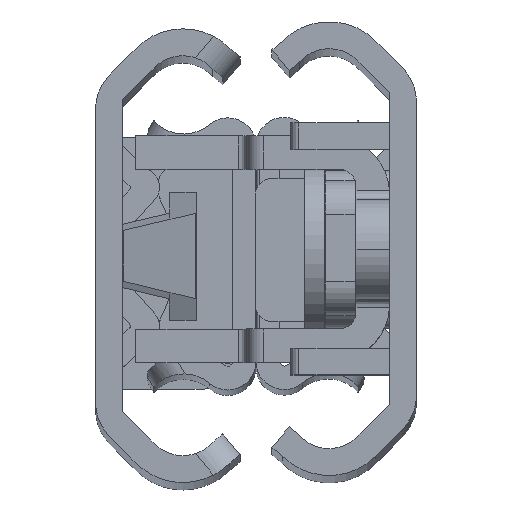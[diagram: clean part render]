
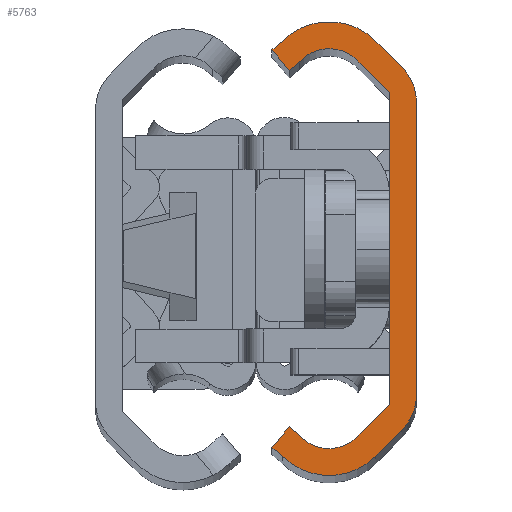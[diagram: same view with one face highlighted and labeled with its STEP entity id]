
A CAD part, top view. The second image highlights one B-rep face of the part: STEP entity #5763.
In plain terms, the highlighted planar face has unit normal (0, 0, 1).
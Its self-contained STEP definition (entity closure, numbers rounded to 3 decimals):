
#12 = CARTESIAN_POINT ( 'NONE',  ( 7.572, -10.605, 0. ) ) ;
#43 = VERTEX_POINT ( 'NONE', #3144 ) ;
#148 = EDGE_CURVE ( 'NONE', #2204, #4289, #12390, .T. ) ;
#229 = CARTESIAN_POINT ( 'NONE',  ( 2.414, 12.346, 0. ) ) ;
#250 = VERTEX_POINT ( 'NONE', #4357 ) ;
#309 = EDGE_CURVE ( 'NONE', #250, #1380, #12709, .T. ) ;
#374 = VECTOR ( 'NONE', #9245, 1000. ) ;
#484 = ORIENTED_EDGE ( 'NONE', *, *, #7769, .T. ) ;
#500 = CARTESIAN_POINT ( 'NONE',  ( 8.6, -11.831, 0. ) ) ;
#643 = CARTESIAN_POINT ( 'NONE',  ( 8.6, 11.831, 0. ) ) ;
#742 = VERTEX_POINT ( 'NONE', #4045 ) ;
#747 = CIRCLE ( 'NONE', #2399, 3.94 ) ;
#933 = CARTESIAN_POINT ( 'NONE',  ( 8.6, -11.831, 0. ) ) ;
#984 = CARTESIAN_POINT ( 'NONE',  ( 3., 8.689, 0. ) ) ;
#1057 = CARTESIAN_POINT ( 'NONE',  ( 8.6, 11.831, 0. ) ) ;
#1094 = DIRECTION ( 'NONE',  ( 0.643, 0.766, 0. ) ) ;
#1128 = DIRECTION ( 'NONE',  ( 0.707, -0.707, 0. ) ) ;
#1240 = DIRECTION ( 'NONE',  ( 0., 0., 1. ) ) ;
#1311 = AXIS2_PLACEMENT_3D ( 'NONE', #984, #1240, #9855 ) ;
#1361 = VECTOR ( 'NONE', #4292, 1000. ) ;
#1380 = VERTEX_POINT ( 'NONE', #5400 ) ;
#1443 = ORIENTED_EDGE ( 'NONE', *, *, #9117, .T. ) ;
#1515 = VECTOR ( 'NONE', #12562, 1000. ) ;
#1520 = LINE ( 'NONE', #3207, #1361 ) ;
#1534 = CIRCLE ( 'NONE', #10355, 3. ) ;
#1642 = VERTEX_POINT ( 'NONE', #8823 ) ;
#1787 = EDGE_CURVE ( 'NONE', #9423, #2204, #5322, .T. ) ;
#1818 = VERTEX_POINT ( 'NONE', #6214 ) ;
#1834 = ORIENTED_EDGE ( 'NONE', *, *, #9380, .T. ) ;
#1867 = PLANE ( 'NONE',  #9697 ) ;
#1890 = CIRCLE ( 'NONE', #7648, 2.38 ) ;
#1958 = EDGE_CURVE ( 'NONE', #7825, #4775, #11419, .T. ) ;
#2204 = VERTEX_POINT ( 'NONE', #933 ) ;
#2245 = EDGE_CURVE ( 'NONE', #6580, #5838, #5177, .T. ) ;
#2375 = CARTESIAN_POINT ( 'NONE',  ( 8.6, -11.831, 0. ) ) ;
#2376 = CIRCLE ( 'NONE', #6050, 3.94 ) ;
#2399 = AXIS2_PLACEMENT_3D ( 'NONE', #5712, #2849, #3074 ) ;
#2544 = DIRECTION ( 'NONE',  ( 0., 0., 1. ) ) ;
#2849 = DIRECTION ( 'NONE',  ( 0., 0., 1. ) ) ;
#3067 = LINE ( 'NONE', #3262, #8932 ) ;
#3074 = DIRECTION ( 'NONE',  ( 1., 0., 0. ) ) ;
#3144 = CARTESIAN_POINT ( 'NONE',  ( 7.986, 12.346, 0. ) ) ;
#3207 = CARTESIAN_POINT ( 'NONE',  ( 1.6, 9.269, 0. ) ) ;
#3231 = VECTOR ( 'NONE', #10166, 1000. ) ;
#3262 = CARTESIAN_POINT ( 'NONE',  ( 2.414, -12.346, 0. ) ) ;
#3373 = ORIENTED_EDGE ( 'NONE', *, *, #10901, .T. ) ;
#3468 = VERTEX_POINT ( 'NONE', #1057 ) ;
#3619 = DIRECTION ( 'NONE',  ( 1., 0., 0. ) ) ;
#3884 = CARTESIAN_POINT ( 'NONE',  ( 0., 8.689, 0. ) ) ;
#4045 = CARTESIAN_POINT ( 'NONE',  ( 0.879, -10.811, 0. ) ) ;
#4219 = DIRECTION ( 'NONE',  ( 0.766, -0.643, 0. ) ) ;
#4289 = VERTEX_POINT ( 'NONE', #12 ) ;
#4292 = DIRECTION ( 'NONE',  ( 0., 1., 0. ) ) ;
#4357 = CARTESIAN_POINT ( 'NONE',  ( 3.359, -11.028, 0. ) ) ;
#4525 = VECTOR ( 'NONE', #6528, 1000. ) ;
#4639 = CARTESIAN_POINT ( 'NONE',  ( 6.974, -11.106, 0. ) ) ;
#4775 = VERTEX_POINT ( 'NONE', #7904 ) ;
#4812 = AXIS2_PLACEMENT_3D ( 'NONE', #5758, #6662, #4868 ) ;
#4868 = DIRECTION ( 'NONE',  ( 1., 0., 0. ) ) ;
#5027 = VECTOR ( 'NONE', #4219, 1000. ) ;
#5031 = CARTESIAN_POINT ( 'NONE',  ( 0., -8.689, 0. ) ) ;
#5177 = LINE ( 'NONE', #6072, #5027 ) ;
#5215 = VERTEX_POINT ( 'NONE', #229 ) ;
#5244 = EDGE_CURVE ( 'NONE', #7406, #250, #1890, .T. ) ;
#5322 = LINE ( 'NONE', #2375, #6288 ) ;
#5400 = CARTESIAN_POINT ( 'NONE',  ( 1.6, -9.269, 0. ) ) ;
#5442 = CARTESIAN_POINT ( 'NONE',  ( 5.2, -9.52, 0. ) ) ;
#5531 = EDGE_LOOP ( 'NONE', ( #3373, #10126, #1443, #8063, #10082, #8378, #12363, #7789, #9567, #9318, #484, #5642, #9922, #7851, #5916, #11668, #1834, #6178 ) ) ;
#5620 = CIRCLE ( 'NONE', #1311, 3. ) ;
#5642 = ORIENTED_EDGE ( 'NONE', *, *, #1958, .T. ) ;
#5712 = CARTESIAN_POINT ( 'NONE',  ( 5.2, -9.56, 0. ) ) ;
#5758 = CARTESIAN_POINT ( 'NONE',  ( 5.2, 9.52, 0. ) ) ;
#5763 = ADVANCED_FACE ( 'NONE', ( #10661 ), #1867, .T. ) ;
#5765 = EDGE_CURVE ( 'NONE', #3468, #43, #9449, .T. ) ;
#5776 = DIRECTION ( 'NONE',  ( 0., 0., 1. ) ) ;
#5820 = DIRECTION ( 'NONE',  ( 1., 0., 0. ) ) ;
#5838 = VERTEX_POINT ( 'NONE', #11889 ) ;
#5916 = ORIENTED_EDGE ( 'NONE', *, *, #12656, .T. ) ;
#6050 = AXIS2_PLACEMENT_3D ( 'NONE', #11278, #2544, #12376 ) ;
#6072 = CARTESIAN_POINT ( 'NONE',  ( 7.572, 10.605, 0. ) ) ;
#6177 = LINE ( 'NONE', #7144, #8190 ) ;
#6178 = ORIENTED_EDGE ( 'NONE', *, *, #7802, .T. ) ;
#6214 = CARTESIAN_POINT ( 'NONE',  ( 0., -8.689, 0. ) ) ;
#6278 = LINE ( 'NONE', #8210, #8957 ) ;
#6288 = VECTOR ( 'NONE', #10200, 1000. ) ;
#6528 = DIRECTION ( 'NONE',  ( -0.707, 0.707, 0. ) ) ;
#6580 = VERTEX_POINT ( 'NONE', #8535 ) ;
#6662 = DIRECTION ( 'NONE',  ( 0., 0., -1. ) ) ;
#6820 = VECTOR ( 'NONE', #7533, 1000. ) ;
#7144 = CARTESIAN_POINT ( 'NONE',  ( 8.6, 11.831, 0. ) ) ;
#7256 = EDGE_CURVE ( 'NONE', #12592, #1818, #9079, .T. ) ;
#7406 = VERTEX_POINT ( 'NONE', #4639 ) ;
#7533 = DIRECTION ( 'NONE',  ( -0.766, 0.643, 0. ) ) ;
#7622 = EDGE_CURVE ( 'NONE', #1642, #9423, #747, .T. ) ;
#7641 = CARTESIAN_POINT ( 'NONE',  ( 3., -8.689, 0. ) ) ;
#7648 = AXIS2_PLACEMENT_3D ( 'NONE', #5442, #8530, #12504 ) ;
#7769 = EDGE_CURVE ( 'NONE', #1380, #7825, #1520, .T. ) ;
#7789 = ORIENTED_EDGE ( 'NONE', *, *, #8333, .T. ) ;
#7802 = EDGE_CURVE ( 'NONE', #5215, #9099, #6278, .T. ) ;
#7825 = VERTEX_POINT ( 'NONE', #12577 ) ;
#7827 = CARTESIAN_POINT ( 'NONE',  ( 3.359, -11.028, 0. ) ) ;
#7851 = ORIENTED_EDGE ( 'NONE', *, *, #2245, .T. ) ;
#7904 = CARTESIAN_POINT ( 'NONE',  ( 3.359, 11.028, 0. ) ) ;
#8063 = ORIENTED_EDGE ( 'NONE', *, *, #9212, .T. ) ;
#8190 = VECTOR ( 'NONE', #1094, 1000. ) ;
#8210 = CARTESIAN_POINT ( 'NONE',  ( 2.414, 12.346, 0. ) ) ;
#8333 = EDGE_CURVE ( 'NONE', #4289, #7406, #11461, .T. ) ;
#8378 = ORIENTED_EDGE ( 'NONE', *, *, #1787, .T. ) ;
#8530 = DIRECTION ( 'NONE',  ( 0., 0., -1. ) ) ;
#8535 = CARTESIAN_POINT ( 'NONE',  ( 6.974, 11.106, 0. ) ) ;
#8823 = CARTESIAN_POINT ( 'NONE',  ( 2.414, -12.346, 0. ) ) ;
#8932 = VECTOR ( 'NONE', #1128, 1000. ) ;
#8957 = VECTOR ( 'NONE', #12130, 1000. ) ;
#9079 = LINE ( 'NONE', #5031, #3231 ) ;
#9099 = VERTEX_POINT ( 'NONE', #10705 ) ;
#9117 = EDGE_CURVE ( 'NONE', #1818, #742, #1534, .T. ) ;
#9133 = EDGE_CURVE ( 'NONE', #4775, #6580, #10346, .T. ) ;
#9212 = EDGE_CURVE ( 'NONE', #742, #1642, #3067, .T. ) ;
#9245 = DIRECTION ( 'NONE',  ( -0.643, 0.766, 0. ) ) ;
#9318 = ORIENTED_EDGE ( 'NONE', *, *, #309, .T. ) ;
#9380 = EDGE_CURVE ( 'NONE', #43, #5215, #2376, .T. ) ;
#9417 = CARTESIAN_POINT ( 'NONE',  ( 7.986, -12.346, 0. ) ) ;
#9423 = VERTEX_POINT ( 'NONE', #9417 ) ;
#9449 = LINE ( 'NONE', #643, #6820 ) ;
#9514 = CARTESIAN_POINT ( 'NONE',  ( 3., 8.689, 0. ) ) ;
#9567 = ORIENTED_EDGE ( 'NONE', *, *, #5244, .T. ) ;
#9697 = AXIS2_PLACEMENT_3D ( 'NONE', #9514, #5776, #3619 ) ;
#9855 = DIRECTION ( 'NONE',  ( 1., 0., 0. ) ) ;
#9922 = ORIENTED_EDGE ( 'NONE', *, *, #9133, .T. ) ;
#10082 = ORIENTED_EDGE ( 'NONE', *, *, #7622, .T. ) ;
#10126 = ORIENTED_EDGE ( 'NONE', *, *, #7256, .T. ) ;
#10166 = DIRECTION ( 'NONE',  ( 0., -1., 0. ) ) ;
#10200 = DIRECTION ( 'NONE',  ( 0.766, 0.643, 0. ) ) ;
#10346 = CIRCLE ( 'NONE', #4812, 2.38 ) ;
#10355 = AXIS2_PLACEMENT_3D ( 'NONE', #7641, #11548, #5820 ) ;
#10661 = FACE_OUTER_BOUND ( 'NONE', #5531, .T. ) ;
#10705 = CARTESIAN_POINT ( 'NONE',  ( 0.879, 10.811, 0. ) ) ;
#10901 = EDGE_CURVE ( 'NONE', #9099, #12592, #5620, .T. ) ;
#11278 = CARTESIAN_POINT ( 'NONE',  ( 5.2, 9.56, 0. ) ) ;
#11419 = LINE ( 'NONE', #12453, #11585 ) ;
#11461 = LINE ( 'NONE', #11595, #1515 ) ;
#11548 = DIRECTION ( 'NONE',  ( 0., 0., 1. ) ) ;
#11585 = VECTOR ( 'NONE', #12326, 1000. ) ;
#11595 = CARTESIAN_POINT ( 'NONE',  ( 7.572, -10.605, 0. ) ) ;
#11668 = ORIENTED_EDGE ( 'NONE', *, *, #5765, .T. ) ;
#11889 = CARTESIAN_POINT ( 'NONE',  ( 7.572, 10.605, 0. ) ) ;
#12130 = DIRECTION ( 'NONE',  ( -0.707, -0.707, 0. ) ) ;
#12326 = DIRECTION ( 'NONE',  ( 0.707, 0.707, 0. ) ) ;
#12363 = ORIENTED_EDGE ( 'NONE', *, *, #148, .T. ) ;
#12376 = DIRECTION ( 'NONE',  ( 1., 0., 0. ) ) ;
#12390 = LINE ( 'NONE', #500, #374 ) ;
#12453 = CARTESIAN_POINT ( 'NONE',  ( 3.359, 11.028, 0. ) ) ;
#12504 = DIRECTION ( 'NONE',  ( 1., 0., 0. ) ) ;
#12562 = DIRECTION ( 'NONE',  ( -0.766, -0.643, 0. ) ) ;
#12577 = CARTESIAN_POINT ( 'NONE',  ( 1.6, 9.269, 0. ) ) ;
#12592 = VERTEX_POINT ( 'NONE', #3884 ) ;
#12656 = EDGE_CURVE ( 'NONE', #5838, #3468, #6177, .T. ) ;
#12709 = LINE ( 'NONE', #7827, #4525 ) ;
